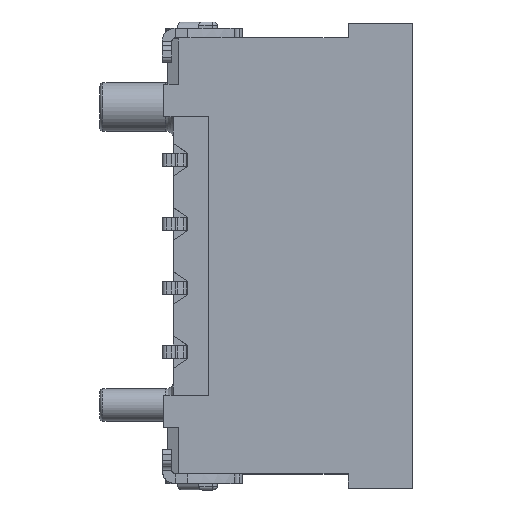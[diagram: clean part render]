
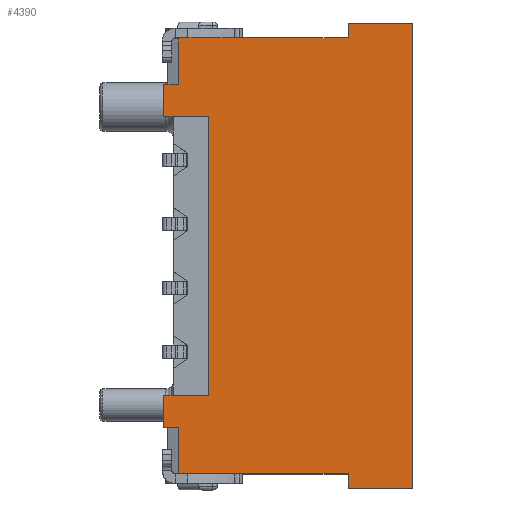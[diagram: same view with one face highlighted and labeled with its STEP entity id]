
A CAD part, top view. The second image highlights one B-rep face of the part: STEP entity #4390.
In plain terms, the highlighted planar face has unit normal (0, 0, 1).
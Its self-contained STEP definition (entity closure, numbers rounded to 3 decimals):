
#1931=CARTESIAN_POINT('',(7.75,-10.25,2.125));
#1932=VERTEX_POINT('',#1931);
#1958=CARTESIAN_POINT('',(7.75,4.25,2.125));
#1959=VERTEX_POINT('',#1958);
#1966=CARTESIAN_POINT('',(7.75,4.25,2.125));
#1967=DIRECTION('',(0.,-1.,0.));
#1968=VECTOR('',#1967,14.5);
#1969=LINE('',#1966,#1968);
#1970=EDGE_CURVE('',#1959,#1932,#1969,.T.);
#2033=CARTESIAN_POINT('',(5.75,-10.25,2.125));
#2034=VERTEX_POINT('',#2033);
#2035=CARTESIAN_POINT('',(7.75,-10.25,2.125));
#2036=DIRECTION('',(-1.,0.,0.));
#2037=VECTOR('',#2036,2.);
#2038=LINE('',#2035,#2037);
#2039=EDGE_CURVE('',#1932,#2034,#2038,.T.);
#2118=CARTESIAN_POINT('',(5.75,4.25,2.125));
#2119=VERTEX_POINT('',#2118);
#2126=CARTESIAN_POINT('',(5.75,4.25,2.125));
#2127=DIRECTION('',(1.,0.,0.));
#2128=VECTOR('',#2127,2.);
#2129=LINE('',#2126,#2128);
#2130=EDGE_CURVE('',#2119,#1959,#2129,.T.);
#2306=CARTESIAN_POINT('',(5.75,3.8,2.125));
#2307=VERTEX_POINT('',#2306);
#2314=CARTESIAN_POINT('',(5.75,3.8,2.125));
#2315=DIRECTION('',(0.,1.,0.));
#2316=VECTOR('',#2315,0.45);
#2317=LINE('',#2314,#2316);
#2318=EDGE_CURVE('',#2307,#2119,#2317,.T.);
#2354=CARTESIAN_POINT('',(5.75,-9.8,2.125));
#2355=VERTEX_POINT('',#2354);
#2364=CARTESIAN_POINT('',(5.75,-10.25,2.125));
#2365=DIRECTION('',(0.,1.,0.));
#2366=VECTOR('',#2365,0.45);
#2367=LINE('',#2364,#2366);
#2368=EDGE_CURVE('',#2034,#2355,#2367,.T.);
#2402=CARTESIAN_POINT('',(0.,-7.35,2.125));
#2403=VERTEX_POINT('',#2402);
#2404=CARTESIAN_POINT('',(1.4,-7.35,2.125));
#2405=VERTEX_POINT('',#2404);
#2406=CARTESIAN_POINT('',(0.,-7.35,2.125));
#2407=DIRECTION('',(1.,0.,0.));
#2408=VECTOR('',#2407,1.4);
#2409=LINE('',#2406,#2408);
#2410=EDGE_CURVE('',#2403,#2405,#2409,.T.);
#2468=CARTESIAN_POINT('',(1.4,1.35,2.125));
#2469=VERTEX_POINT('',#2468);
#2476=CARTESIAN_POINT('',(0.,1.35,2.125));
#2477=VERTEX_POINT('',#2476);
#2478=CARTESIAN_POINT('',(1.4,1.35,2.125));
#2479=DIRECTION('',(-1.,0.,0.));
#2480=VECTOR('',#2479,1.4);
#2481=LINE('',#2478,#2480);
#2482=EDGE_CURVE('',#2469,#2477,#2481,.T.);
#3347=CARTESIAN_POINT('',(1.4,-7.35,2.125));
#3348=DIRECTION('',(0.,1.,0.));
#3349=VECTOR('',#3348,8.7);
#3350=LINE('',#3347,#3349);
#3351=EDGE_CURVE('',#2405,#2469,#3350,.T.);
#4299=CARTESIAN_POINT('',(3.875,-3.,2.125));
#4300=DIRECTION('',(0.,-1.,0.));
#4301=DIRECTION('',(0.,0.,1.));
#4302=AXIS2_PLACEMENT_3D('',#4299,#4301,#4300);
#4303=PLANE('',#4302);
#4304=ORIENTED_EDGE('',*,*,#2482,.F.);
#4305=ORIENTED_EDGE('',*,*,#3351,.F.);
#4306=ORIENTED_EDGE('',*,*,#2410,.F.);
#4307=CARTESIAN_POINT('',(0.,-8.35,2.125));
#4308=VERTEX_POINT('',#4307);
#4309=CARTESIAN_POINT('',(0.,-7.35,2.125));
#4310=DIRECTION('',(0.,-1.,0.));
#4311=VECTOR('',#4310,1.);
#4312=LINE('',#4309,#4311);
#4313=EDGE_CURVE('',#2403,#4308,#4312,.T.);
#4314=ORIENTED_EDGE('',*,*,#4313,.T.);
#4315=CARTESIAN_POINT('',(0.45,-8.35,2.125));
#4316=VERTEX_POINT('',#4315);
#4317=CARTESIAN_POINT('',(0.,-8.35,2.125));
#4318=DIRECTION('',(1.,0.,0.));
#4319=VECTOR('',#4318,0.45);
#4320=LINE('',#4317,#4319);
#4321=EDGE_CURVE('',#4308,#4316,#4320,.T.);
#4322=ORIENTED_EDGE('',*,*,#4321,.T.);
#4323=CARTESIAN_POINT('',(0.45,-9.8,2.125));
#4324=VERTEX_POINT('',#4323);
#4325=CARTESIAN_POINT('',(0.45,-8.35,2.125));
#4326=DIRECTION('',(0.,-1.,0.));
#4327=VECTOR('',#4326,1.45);
#4328=LINE('',#4325,#4327);
#4329=EDGE_CURVE('',#4316,#4324,#4328,.T.);
#4330=ORIENTED_EDGE('',*,*,#4329,.T.);
#4331=CARTESIAN_POINT('',(2.079,-9.8,2.125));
#4332=VERTEX_POINT('',#4331);
#4333=CARTESIAN_POINT('',(0.45,-9.8,2.125));
#4334=DIRECTION('',(1.,0.,0.));
#4335=VECTOR('',#4334,1.629);
#4336=LINE('',#4333,#4335);
#4337=EDGE_CURVE('',#4324,#4332,#4336,.T.);
#4338=ORIENTED_EDGE('',*,*,#4337,.T.);
#4339=CARTESIAN_POINT('',(2.079,-9.8,2.125));
#4340=DIRECTION('',(1.,0.,0.));
#4341=VECTOR('',#4340,3.671);
#4342=LINE('',#4339,#4341);
#4343=EDGE_CURVE('',#4332,#2355,#4342,.T.);
#4344=ORIENTED_EDGE('',*,*,#4343,.T.);
#4345=ORIENTED_EDGE('',*,*,#2368,.F.);
#4346=ORIENTED_EDGE('',*,*,#2039,.F.);
#4347=ORIENTED_EDGE('',*,*,#1970,.F.);
#4348=ORIENTED_EDGE('',*,*,#2130,.F.);
#4349=ORIENTED_EDGE('',*,*,#2318,.F.);
#4350=CARTESIAN_POINT('',(2.079,3.8,2.125));
#4351=VERTEX_POINT('',#4350);
#4352=CARTESIAN_POINT('',(5.75,3.8,2.125));
#4353=DIRECTION('',(-1.,0.,0.));
#4354=VECTOR('',#4353,3.671);
#4355=LINE('',#4352,#4354);
#4356=EDGE_CURVE('',#2307,#4351,#4355,.T.);
#4357=ORIENTED_EDGE('',*,*,#4356,.T.);
#4358=CARTESIAN_POINT('',(0.45,3.8,2.125));
#4359=VERTEX_POINT('',#4358);
#4360=CARTESIAN_POINT('',(2.079,3.8,2.125));
#4361=DIRECTION('',(-1.,0.,0.));
#4362=VECTOR('',#4361,1.629);
#4363=LINE('',#4360,#4362);
#4364=EDGE_CURVE('',#4351,#4359,#4363,.T.);
#4365=ORIENTED_EDGE('',*,*,#4364,.T.);
#4366=CARTESIAN_POINT('',(0.45,2.35,2.125));
#4367=VERTEX_POINT('',#4366);
#4368=CARTESIAN_POINT('',(0.45,3.8,2.125));
#4369=DIRECTION('',(0.,-1.,0.));
#4370=VECTOR('',#4369,1.45);
#4371=LINE('',#4368,#4370);
#4372=EDGE_CURVE('',#4359,#4367,#4371,.T.);
#4373=ORIENTED_EDGE('',*,*,#4372,.T.);
#4374=CARTESIAN_POINT('',(0.,2.35,2.125));
#4375=VERTEX_POINT('',#4374);
#4376=CARTESIAN_POINT('',(0.45,2.35,2.125));
#4377=DIRECTION('',(-1.,0.,0.));
#4378=VECTOR('',#4377,0.45);
#4379=LINE('',#4376,#4378);
#4380=EDGE_CURVE('',#4367,#4375,#4379,.T.);
#4381=ORIENTED_EDGE('',*,*,#4380,.T.);
#4382=CARTESIAN_POINT('',(0.,2.35,2.125));
#4383=DIRECTION('',(0.,-1.,0.));
#4384=VECTOR('',#4383,1.);
#4385=LINE('',#4382,#4384);
#4386=EDGE_CURVE('',#4375,#2477,#4385,.T.);
#4387=ORIENTED_EDGE('',*,*,#4386,.T.);
#4388=EDGE_LOOP('',(#4304,#4305,#4306,#4314,#4322,#4330,#4338,#4344,#4345,#4346,#4347,#4348,#4349,#4357,#4365,#4373,#4381,#4387));
#4389=FACE_OUTER_BOUND('',#4388,.T.);
#4390=ADVANCED_FACE('',(#4389),#4303,.T.);
